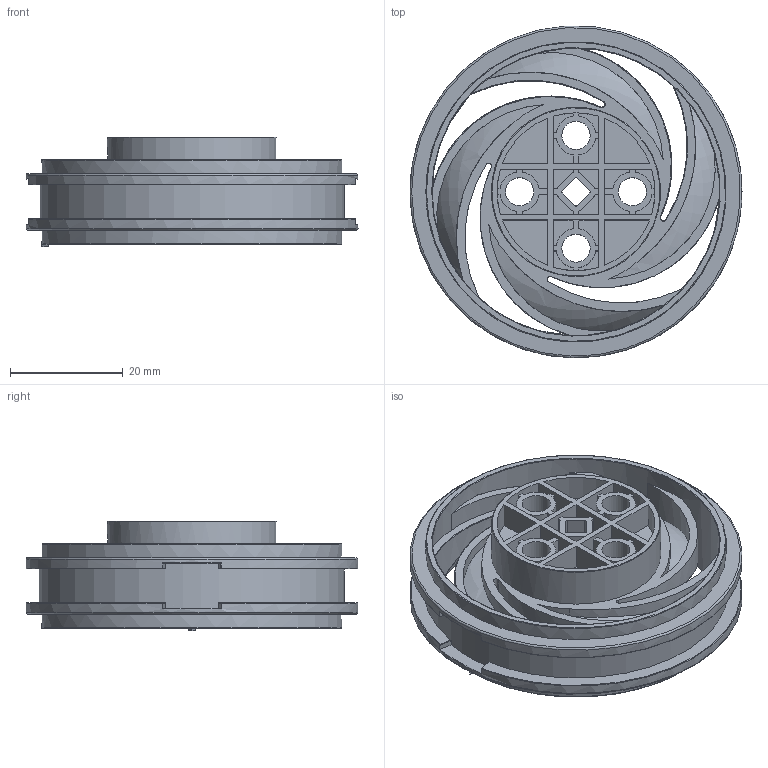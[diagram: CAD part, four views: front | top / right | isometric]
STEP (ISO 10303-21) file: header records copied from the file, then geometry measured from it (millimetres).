
FILE_DESCRIPTION(/* description */ (''),/* implementation_level */ '2;1');
FILE_NAME(/* name */ 'WHrM.stp',/* time_stamp */ '2019-06-19T17:29:33+02:00',/* author */ ('Varga Daniel'),/* organization */ (''),/* preprocessor_version */ 'ST-DEVELOPER v18',/* originating_system */ 'Autodesk Inventor 2020',/* authorisation */ '');
FILE_SCHEMA (('AUTOMOTIVE_DESIGN { 1 0 10303 214 3 1 1 }'));
Length unit declared in the file: millimetre
Products named in the file (1): WHrM_ver2
Bounding box: 58.88 x 58.84 x 19.5 mm (x, y, z)
Volume: 11487.5 mm3; surface area: 16667.6 mm2
Topology: 1 solids, 1 shells, 477 faces, 1364 edges, 903 vertices
Faces by surface type: cylinder 231, plane 200, torus 26, bspline 12, sphere 8
Full cylindrical faces by diameter (mm): 5 x4, 30 x1, 51 x1, 53.25 x2, 54.11 x1, 58.88 x2
Entity records: 17047 total; most frequent: CARTESIAN_POINT 4132, DIRECTION 2780, ORIENTED_EDGE 2728, EDGE_CURVE 1364, AXIS2_PLACEMENT_3D 1021, VERTEX_POINT 903, LINE 738, VECTOR 738
